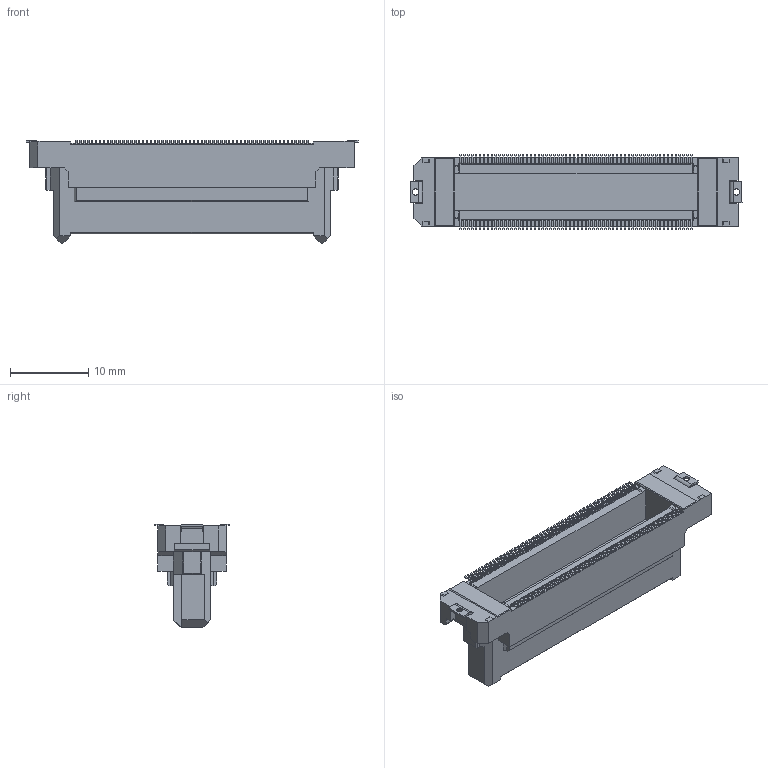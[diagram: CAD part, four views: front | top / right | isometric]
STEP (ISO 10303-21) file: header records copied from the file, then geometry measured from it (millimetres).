
FILE_DESCRIPTION(('CoCreate Modeling STEP Export'),'2;1');
FILE_NAME('FX20-120P-0.5SV15.stp','2012-07-19T18:07:19',(''),(''),'CoCreate Modeling STEP processor for AP214 (Solid Model)','CoCreate Modeling 17.0 01-Apr-2010 (C) Parametric Technology GmbH','');
FILE_SCHEMA(('AUTOMOTIVE_DESIGN { 1 0 10303 214 1 1 1 1 }'));
Length unit declared in the file: millimetre
Products named in the file (1): FX20-120P-0.5SV15
Bounding box: 42.4 x 9.5 x 13.2 mm (x, y, z)
Volume: 1766.8 mm3; surface area: 2508.5 mm2
Topology: 1 solids, 1 shells, 1741 faces, 4837 edges, 3218 vertices
Faces by surface type: plane 1491, cylinder 250
Entity records: 52839 total; most frequent: ORIENTED_EDGE 9674, CARTESIAN_POINT 9317, DIRECTION 8099, EDGE_CURVE 4837, VECTOR 4099, LINE 4099, VERTEX_POINT 3218, AXIS2_PLACEMENT_3D 2000
